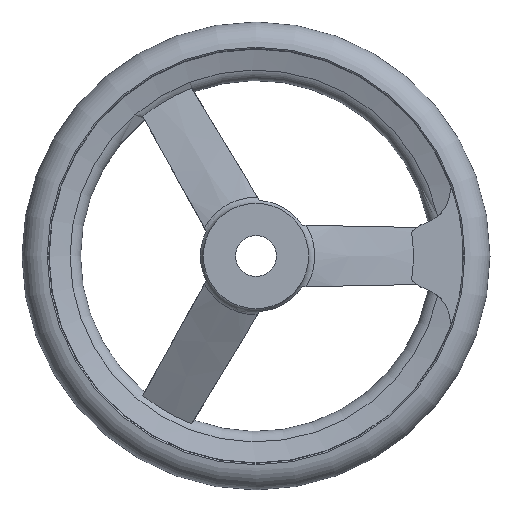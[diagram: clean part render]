
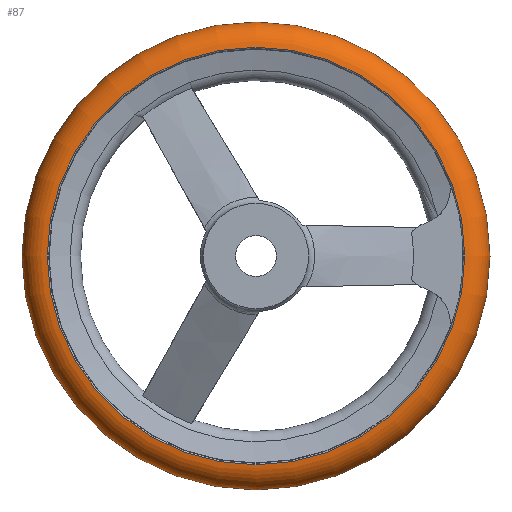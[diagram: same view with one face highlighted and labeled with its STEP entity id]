
A CAD part, front view. The second image highlights one B-rep face of the part: STEP entity #87.
In plain terms, the highlighted toroidal (fillet/blend) face has major radius 71 mm and minor radius 9 mm.
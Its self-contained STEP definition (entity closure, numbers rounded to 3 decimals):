
#87 = ADVANCED_FACE( '', ( #195, #196, #197 ), #198, .T. );
#195 = FACE_BOUND( '', #331, .T. );
#196 = FACE_OUTER_BOUND( '', #332, .T. );
#197 = FACE_OUTER_BOUND( '', #333, .T. );
#198 = TOROIDAL_SURFACE( '', #334, 71., 9. );
#331 = VERTEX_LOOP( '', #543 );
#332 = EDGE_LOOP( '', ( #544 ) );
#333 = EDGE_LOOP( '', ( #545 ) );
#334 = AXIS2_PLACEMENT_3D( '', #546, #547, #548 );
#543 = VERTEX_POINT( '', #819 );
#544 = ORIENTED_EDGE( '', *, *, #773, .T. );
#545 = ORIENTED_EDGE( '', *, *, #820, .F. );
#546 = CARTESIAN_POINT( '', ( 0., 31., 0. ) );
#547 = DIRECTION( '', ( 0., -1., 0. ) );
#548 = DIRECTION( '', ( 0., 0., -1. ) );
#773 = EDGE_CURVE( '', #924, #924, #925, .T. );
#819 = CARTESIAN_POINT( '', ( 0., 31., -80. ) );
#820 = EDGE_CURVE( '', #995, #995, #996, .T. );
#924 = VERTEX_POINT( '', #1191 );
#925 = CIRCLE( '', #1192, 71.375 );
#995 = VERTEX_POINT( '', #1432 );
#996 = CIRCLE( '', #1433, 71.375 );
#1191 = CARTESIAN_POINT( '', ( 0., 39.992, -71.375 ) );
#1192 = AXIS2_PLACEMENT_3D( '', #1685, #1686, #1687 );
#1432 = CARTESIAN_POINT( '', ( 0., 22.008, -71.375 ) );
#1433 = AXIS2_PLACEMENT_3D( '', #1735, #1736, #1737 );
#1685 = CARTESIAN_POINT( '', ( 0., 39.992, 0. ) );
#1686 = DIRECTION( '', ( 0., -1., 0. ) );
#1687 = DIRECTION( '', ( 0., 0., -1. ) );
#1735 = CARTESIAN_POINT( '', ( 0., 22.008, 0. ) );
#1736 = DIRECTION( '', ( 0., -1., 0. ) );
#1737 = DIRECTION( '', ( 0., 0., -1. ) );
